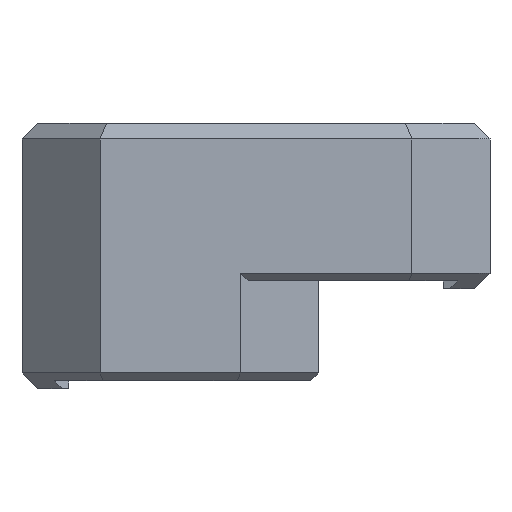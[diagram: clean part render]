
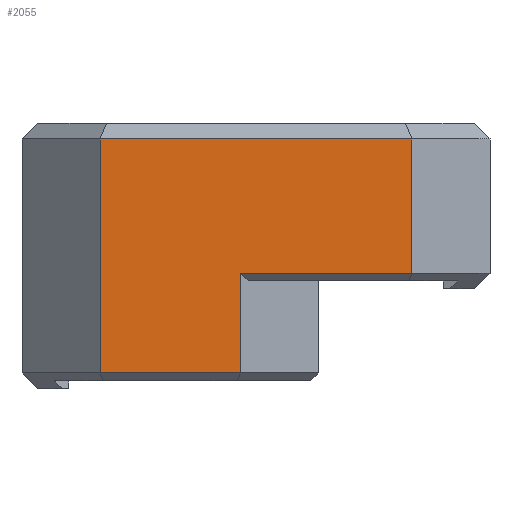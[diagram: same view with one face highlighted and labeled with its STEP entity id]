
A CAD part, front view. The second image highlights one B-rep face of the part: STEP entity #2055.
In plain terms, the highlighted planar face has unit normal (0, -1, 0).
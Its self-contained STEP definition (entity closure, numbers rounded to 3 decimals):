
#27 = VERTEX_POINT ( 'NONE', #278 ) ;
#46 = DIRECTION ( 'NONE',  ( 0., 0., 1. ) ) ;
#65 = DIRECTION ( 'NONE',  ( 0., 1., 0. ) ) ;
#135 = ORIENTED_EDGE ( 'NONE', *, *, #277, .T. ) ;
#242 = LINE ( 'NONE', #1476, #2263 ) ;
#277 = EDGE_CURVE ( 'NONE', #1043, #533, #745, .T. ) ;
#278 = CARTESIAN_POINT ( 'NONE',  ( 14., -36., 7.4 ) ) ;
#333 = CARTESIAN_POINT ( 'NONE',  ( 25., -36., 17. ) ) ;
#383 = VERTEX_POINT ( 'NONE', #2321 ) ;
#389 = CARTESIAN_POINT ( 'NONE',  ( 5., -36., 16. ) ) ;
#505 = DIRECTION ( 'NONE',  ( 0., 0., -1. ) ) ;
#510 = DIRECTION ( 'NONE',  ( 1., 0., 0. ) ) ;
#533 = VERTEX_POINT ( 'NONE', #1126 ) ;
#588 = VECTOR ( 'NONE', #2116, 1000. ) ;
#662 = CARTESIAN_POINT ( 'NONE',  ( 5., -36., 17. ) ) ;
#711 = ORIENTED_EDGE ( 'NONE', *, *, #1024, .T. ) ;
#737 = VECTOR ( 'NONE', #505, 1000. ) ;
#745 = LINE ( 'NONE', #389, #857 ) ;
#857 = VECTOR ( 'NONE', #2051, 1000. ) ;
#1024 = EDGE_CURVE ( 'NONE', #27, #1814, #1778, .T. ) ;
#1031 = LINE ( 'NONE', #1589, #588 ) ;
#1043 = VERTEX_POINT ( 'NONE', #1922 ) ;
#1126 = CARTESIAN_POINT ( 'NONE',  ( 5., -36., 16. ) ) ;
#1219 = DIRECTION ( 'NONE',  ( 0., 0., 1. ) ) ;
#1342 = VECTOR ( 'NONE', #1219, 1000. ) ;
#1401 = CARTESIAN_POINT ( 'NONE',  ( 14., -36., 1. ) ) ;
#1414 = EDGE_CURVE ( 'NONE', #383, #1755, #1031, .T. ) ;
#1416 = LINE ( 'NONE', #662, #737 ) ;
#1441 = EDGE_CURVE ( 'NONE', #533, #383, #1416, .T. ) ;
#1476 = CARTESIAN_POINT ( 'NONE',  ( 14., -36., 17. ) ) ;
#1515 = PLANE ( 'NONE',  #2120 ) ;
#1589 = CARTESIAN_POINT ( 'NONE',  ( 0., -36., 1. ) ) ;
#1679 = FACE_OUTER_BOUND ( 'NONE', #2255, .T. ) ;
#1734 = EDGE_CURVE ( 'NONE', #1814, #1043, #2113, .T. ) ;
#1738 = CARTESIAN_POINT ( 'NONE',  ( 24.293, -36., 7.4 ) ) ;
#1755 = VERTEX_POINT ( 'NONE', #1401 ) ;
#1778 = LINE ( 'NONE', #1738, #1952 ) ;
#1814 = VERTEX_POINT ( 'NONE', #2254 ) ;
#1855 = CARTESIAN_POINT ( 'NONE',  ( 0., -36., 17. ) ) ;
#1876 = ORIENTED_EDGE ( 'NONE', *, *, #1734, .T. ) ;
#1922 = CARTESIAN_POINT ( 'NONE',  ( 25., -36., 16. ) ) ;
#1952 = VECTOR ( 'NONE', #510, 1000. ) ;
#2051 = DIRECTION ( 'NONE',  ( -1., 0., 0. ) ) ;
#2055 = ADVANCED_FACE ( 'NONE', ( #1679 ), #1515, .F. ) ;
#2093 = EDGE_CURVE ( 'NONE', #1755, #27, #242, .T. ) ;
#2095 = ORIENTED_EDGE ( 'NONE', *, *, #2093, .T. ) ;
#2113 = LINE ( 'NONE', #333, #1342 ) ;
#2116 = DIRECTION ( 'NONE',  ( 1., 0., 0. ) ) ;
#2120 = AXIS2_PLACEMENT_3D ( 'NONE', #1855, #65, #2208 ) ;
#2154 = ORIENTED_EDGE ( 'NONE', *, *, #1414, .T. ) ;
#2208 = DIRECTION ( 'NONE',  ( 0., 0., 1. ) ) ;
#2254 = CARTESIAN_POINT ( 'NONE',  ( 25., -36., 7.4 ) ) ;
#2255 = EDGE_LOOP ( 'NONE', ( #2095, #711, #1876, #135, #2275, #2154 ) ) ;
#2263 = VECTOR ( 'NONE', #46, 1000. ) ;
#2275 = ORIENTED_EDGE ( 'NONE', *, *, #1441, .T. ) ;
#2321 = CARTESIAN_POINT ( 'NONE',  ( 5., -36., 1. ) ) ;
